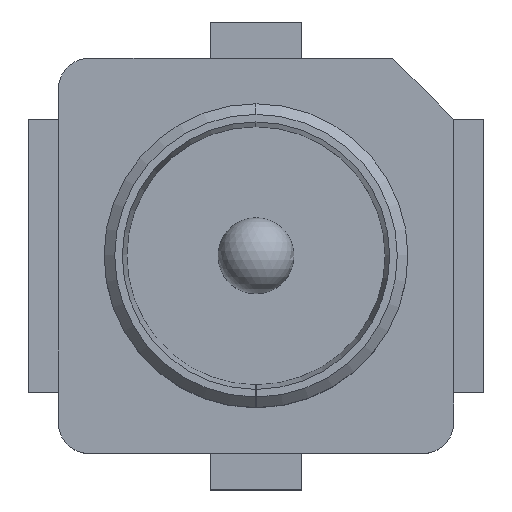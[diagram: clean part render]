
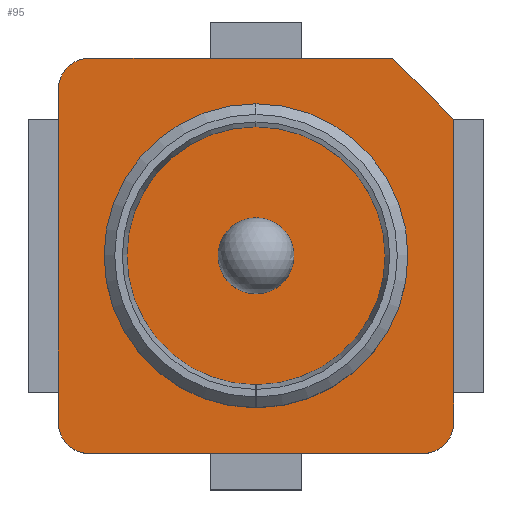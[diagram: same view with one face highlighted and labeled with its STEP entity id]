
A CAD part, top view. The second image highlights one B-rep face of the part: STEP entity #95.
In plain terms, the highlighted planar face has unit normal (0, 0, 1).
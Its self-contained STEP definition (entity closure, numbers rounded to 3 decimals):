
#95=ADVANCED_FACE('NONE',(#195,#196,#197),#198,.T.);
#195=FACE_BOUND('',#305,.T.);
#196=FACE_BOUND('',#306,.T.);
#197=FACE_OUTER_BOUND('',#307,.T.);
#198=PLANE('',#308);
#305=EDGE_LOOP('',(#682,#683,#684,#685,#686,#687));
#306=EDGE_LOOP('',(#688,#689));
#307=EDGE_LOOP('',(#690,#691,#692,#693,#694,#695,#696,#697));
#308=AXIS2_PLACEMENT_3D('',#698,#699,#700);
#682=ORIENTED_EDGE('',*,*,#783,.F.);
#683=ORIENTED_EDGE('',*,*,#845,.T.);
#684=ORIENTED_EDGE('',*,*,#770,.F.);
#685=ORIENTED_EDGE('',*,*,#854,.F.);
#686=ORIENTED_EDGE('',*,*,#849,.T.);
#687=ORIENTED_EDGE('',*,*,#843,.F.);
#688=ORIENTED_EDGE('',*,*,#824,.T.);
#689=ORIENTED_EDGE('',*,*,#798,.T.);
#690=ORIENTED_EDGE('',*,*,#880,.T.);
#691=ORIENTED_EDGE('',*,*,#891,.T.);
#692=ORIENTED_EDGE('',*,*,#883,.T.);
#693=ORIENTED_EDGE('',*,*,#892,.T.);
#694=ORIENTED_EDGE('',*,*,#886,.T.);
#695=ORIENTED_EDGE('',*,*,#893,.T.);
#696=ORIENTED_EDGE('',*,*,#889,.T.);
#697=ORIENTED_EDGE('',*,*,#894,.T.);
#698=CARTESIAN_POINT('',(0.,0.,-0.9));
#699=DIRECTION('',(0.0,0.0,1.0));
#700=DIRECTION('',(1.0,0.0,0.0));
#770=EDGE_CURVE('',#913,#916,#917,.T.);
#783=EDGE_CURVE('',#939,#935,#941,.T.);
#798=EDGE_CURVE('',#960,#964,#966,.T.);
#824=EDGE_CURVE('',#964,#960,#1015,.T.);
#843=EDGE_CURVE('',#935,#1044,#1045,.T.);
#845=EDGE_CURVE('',#939,#916,#1047,.T.);
#849=EDGE_CURVE('',#1052,#1044,#1053,.T.);
#854=EDGE_CURVE('',#1052,#913,#1059,.T.);
#880=EDGE_CURVE('NONE',#1098,#1096,#1099,.T.);
#883=EDGE_CURVE('NONE',#1103,#1101,#1104,.T.);
#886=EDGE_CURVE('NONE',#1108,#1106,#1109,.T.);
#889=EDGE_CURVE('NONE',#1113,#1111,#1114,.T.);
#891=EDGE_CURVE('NONE',#1096,#1103,#1116,.T.);
#892=EDGE_CURVE('NONE',#1101,#1108,#1117,.T.);
#893=EDGE_CURVE('NONE',#1106,#1113,#1118,.T.);
#894=EDGE_CURVE('NONE',#1111,#1098,#1119,.T.);
#913=VERTEX_POINT('',#1143);
#916=VERTEX_POINT('',#1147);
#917=CIRCLE('',#1148,0.85);
#935=VERTEX_POINT('',#1171);
#939=VERTEX_POINT('',#1176);
#941=CIRCLE('',#1179,1.0);
#960=VERTEX_POINT('',#1206);
#964=VERTEX_POINT('',#1211);
#966=CIRCLE('',#1214,0.25);
#1015=CIRCLE('',#1283,0.25);
#1044=VERTEX_POINT('',#1324);
#1045=CIRCLE('',#1325,1.0);
#1047=LINE('',#1328,#1329);
#1052=VERTEX_POINT('',#1336);
#1053=LINE('',#1337,#1338);
#1059=CIRCLE('',#1347,0.85);
#1096=VERTEX_POINT('',#1408);
#1098=VERTEX_POINT('',#1411);
#1099=LINE('',#1412,#1413);
#1101=VERTEX_POINT('',#1416);
#1103=VERTEX_POINT('',#1419);
#1104=LINE('',#1420,#1421);
#1106=VERTEX_POINT('',#1424);
#1108=VERTEX_POINT('',#1427);
#1109=LINE('',#1428,#1429);
#1111=VERTEX_POINT('',#1432);
#1113=VERTEX_POINT('',#1435);
#1114=LINE('',#1436,#1437);
#1116=LINE('',#1440,#1441);
#1117=CIRCLE('',#1442,0.2);
#1118=CIRCLE('',#1443,0.2);
#1119=CIRCLE('',#1444,0.2);
#1143=CARTESIAN_POINT('',(0.,0.85,-0.9));
#1147=CARTESIAN_POINT('',(0.005,-0.85,-0.9));
#1148=AXIS2_PLACEMENT_3D('',#1476,#1477,#1478);
#1171=CARTESIAN_POINT('',(0.,1.,-0.9));
#1176=CARTESIAN_POINT('',(0.005,-1.,-0.9));
#1179=AXIS2_PLACEMENT_3D('',#1501,#1502,#1503);
#1206=CARTESIAN_POINT('',(0.,0.25,-0.9));
#1211=CARTESIAN_POINT('',(0.,-0.25,-0.9));
#1214=AXIS2_PLACEMENT_3D('',#1526,#1527,#1528);
#1283=AXIS2_PLACEMENT_3D('',#1564,#1565,#1566);
#1324=CARTESIAN_POINT('',(-0.005,-1.,-0.9));
#1325=AXIS2_PLACEMENT_3D('',#1597,#1598,#1599);
#1328=CARTESIAN_POINT('',(0.005,0.,-0.9));
#1329=VECTOR('',#1601,1.0);
#1336=CARTESIAN_POINT('',(-0.005,-0.85,-0.9));
#1337=CARTESIAN_POINT('',(-0.005,0.,-0.9));
#1338=VECTOR('',#1607,1.0);
#1347=AXIS2_PLACEMENT_3D('',#1614,#1615,#1616);
#1408=CARTESIAN_POINT('',(1.3,0.9,-0.9));
#1411=CARTESIAN_POINT('',(1.3,-1.1,-0.9));
#1412=CARTESIAN_POINT('',(1.3,1.3,-0.9));
#1413=VECTOR('',#1642,1.0);
#1416=CARTESIAN_POINT('',(-1.1,1.3,-0.9));
#1419=CARTESIAN_POINT('',(0.9,1.3,-0.9));
#1420=CARTESIAN_POINT('',(-1.3,1.3,-0.9));
#1421=VECTOR('',#1645,1.0);
#1424=CARTESIAN_POINT('',(-1.3,-1.1,-0.9));
#1427=CARTESIAN_POINT('',(-1.3,1.1,-0.9));
#1428=CARTESIAN_POINT('',(-1.3,1.3,-0.9));
#1429=VECTOR('',#1648,1.0);
#1432=CARTESIAN_POINT('',(1.1,-1.3,-0.9));
#1435=CARTESIAN_POINT('',(-1.1,-1.3,-0.9));
#1436=CARTESIAN_POINT('',(-1.3,-1.3,-0.9));
#1437=VECTOR('',#1651,1.0);
#1440=CARTESIAN_POINT('',(1.1,1.1,-0.9));
#1441=VECTOR('',#1653,1.0);
#1442=AXIS2_PLACEMENT_3D('',#1654,#1655,#1656);
#1443=AXIS2_PLACEMENT_3D('',#1657,#1658,#1659);
#1444=AXIS2_PLACEMENT_3D('',#1660,#1661,#1662);
#1476=CARTESIAN_POINT('',(0.,0.,-0.9));
#1477=DIRECTION('',(0.0,0.0,-1.0));
#1478=DIRECTION('',(0.0,-1.0,0.0));
#1501=CARTESIAN_POINT('',(0.,0.,-0.9));
#1502=DIRECTION('',(0.0,0.0,1.0));
#1503=DIRECTION('',(0.0,-1.0,0.0));
#1526=CARTESIAN_POINT('',(0.,0.,-0.9));
#1527=DIRECTION('',(0.0,0.0,-1.0));
#1528=DIRECTION('',(0.0,-1.0,0.0));
#1564=CARTESIAN_POINT('',(0.,0.,-0.9));
#1565=DIRECTION('',(0.0,0.0,-1.0));
#1566=DIRECTION('',(0.0,-1.0,0.0));
#1597=CARTESIAN_POINT('',(0.,0.,-0.9));
#1598=DIRECTION('',(0.0,0.0,1.0));
#1599=DIRECTION('',(0.0,-1.0,0.0));
#1601=DIRECTION('',(0.,1.0,0.0));
#1607=DIRECTION('',(0.,-1.0,0.0));
#1614=CARTESIAN_POINT('',(0.,0.,-0.9));
#1615=DIRECTION('',(0.0,0.0,-1.0));
#1616=DIRECTION('',(0.0,-1.0,0.0));
#1642=DIRECTION('',(0.,1.0,0.0));
#1645=DIRECTION('',(-1.0,0.0,0.0));
#1648=DIRECTION('',(0.,-1.0,0.0));
#1651=DIRECTION('',(1.0,0.0,0.0));
#1653=DIRECTION('',(-0.707,0.707,0.0));
#1654=CARTESIAN_POINT('',(-1.1,1.1,-0.9));
#1655=DIRECTION('',(0.0,0.0,1.0));
#1656=DIRECTION('',(0.0,-1.0,0.0));
#1657=CARTESIAN_POINT('',(-1.1,-1.1,-0.9));
#1658=DIRECTION('',(0.0,0.0,1.0));
#1659=DIRECTION('',(0.0,-1.0,0.0));
#1660=CARTESIAN_POINT('',(1.1,-1.1,-0.9));
#1661=DIRECTION('',(0.0,0.0,1.0));
#1662=DIRECTION('',(0.0,-1.0,0.0));
